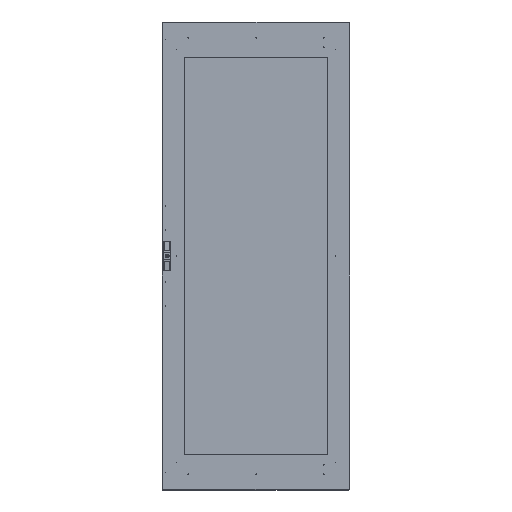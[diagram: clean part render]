
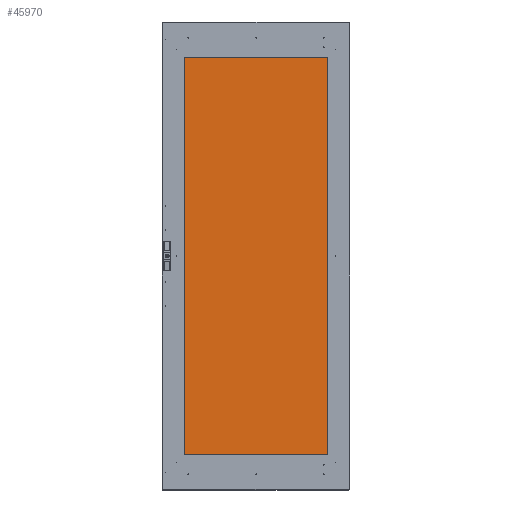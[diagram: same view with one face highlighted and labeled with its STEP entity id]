
A CAD part, top view. The second image highlights one B-rep face of the part: STEP entity #45970.
In plain terms, the highlighted planar face has unit normal (0, 0, 1).
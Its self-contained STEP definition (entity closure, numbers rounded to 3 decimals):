
#772 = LINE ( 'NONE', #39342, #38036 ) ;
#1134 = CARTESIAN_POINT ( 'NONE',  ( -324.5, 865., 4. ) ) ;
#2152 = EDGE_CURVE ( 'NONE', #19075, #30161, #44176, .T. ) ;
#3024 = VERTEX_POINT ( 'NONE', #26078 ) ;
#4567 = AXIS2_PLACEMENT_3D ( 'NONE', #25747, #36489, #40154 ) ;
#4740 = LINE ( 'NONE', #1134, #42603 ) ;
#4913 = CARTESIAN_POINT ( 'NONE',  ( -323.5, -865., 4. ) ) ;
#5425 = EDGE_CURVE ( 'NONE', #30161, #43647, #21548, .T. ) ;
#7768 = EDGE_CURVE ( 'NONE', #43647, #3024, #772, .T. ) ;
#9419 = ORIENTED_EDGE ( 'NONE', *, *, #5425, .T. ) ;
#12382 = FACE_OUTER_BOUND ( 'NONE', #17440, .T. ) ;
#15394 = VECTOR ( 'NONE', #32125, 1000. ) ;
#17440 = EDGE_LOOP ( 'NONE', ( #9419, #36087, #28886, #26801 ) ) ;
#19075 = VERTEX_POINT ( 'NONE', #45112 ) ;
#21548 = LINE ( 'NONE', #43067, #29404 ) ;
#21613 = DIRECTION ( 'NONE',  ( 1., 0., 0. ) ) ;
#24662 = DIRECTION ( 'NONE',  ( 0., 1., 0. ) ) ;
#25245 = EDGE_CURVE ( 'NONE', #3024, #19075, #4740, .T. ) ;
#25747 = CARTESIAN_POINT ( 'NONE',  ( 0., 0., 4. ) ) ;
#26078 = CARTESIAN_POINT ( 'NONE',  ( 323.5, 865., 4. ) ) ;
#26801 = ORIENTED_EDGE ( 'NONE', *, *, #2152, .T. ) ;
#28886 = ORIENTED_EDGE ( 'NONE', *, *, #25245, .T. ) ;
#29404 = VECTOR ( 'NONE', #21613, 1000. ) ;
#30161 = VERTEX_POINT ( 'NONE', #4913 ) ;
#32125 = DIRECTION ( 'NONE',  ( 0., -1., 0. ) ) ;
#36087 = ORIENTED_EDGE ( 'NONE', *, *, #7768, .T. ) ;
#36489 = DIRECTION ( 'NONE',  ( 0., 0., 1. ) ) ;
#36950 = PLANE ( 'NONE',  #4567 ) ;
#38036 = VECTOR ( 'NONE', #24662, 1000. ) ;
#39342 = CARTESIAN_POINT ( 'NONE',  ( 323.5, 866., 4. ) ) ;
#40154 = DIRECTION ( 'NONE',  ( 1., 0., 0. ) ) ;
#40597 = DIRECTION ( 'NONE',  ( -1., 0., 0. ) ) ;
#42603 = VECTOR ( 'NONE', #40597, 1000. ) ;
#42754 = CARTESIAN_POINT ( 'NONE',  ( -323.5, -866., 4. ) ) ;
#43067 = CARTESIAN_POINT ( 'NONE',  ( 324.5, -865., 4. ) ) ;
#43647 = VERTEX_POINT ( 'NONE', #43669 ) ;
#43669 = CARTESIAN_POINT ( 'NONE',  ( 323.5, -865., 4. ) ) ;
#44176 = LINE ( 'NONE', #42754, #15394 ) ;
#45112 = CARTESIAN_POINT ( 'NONE',  ( -323.5, 865., 4. ) ) ;
#45970 = ADVANCED_FACE ( 'NONE', ( #12382 ), #36950, .T. ) ;
